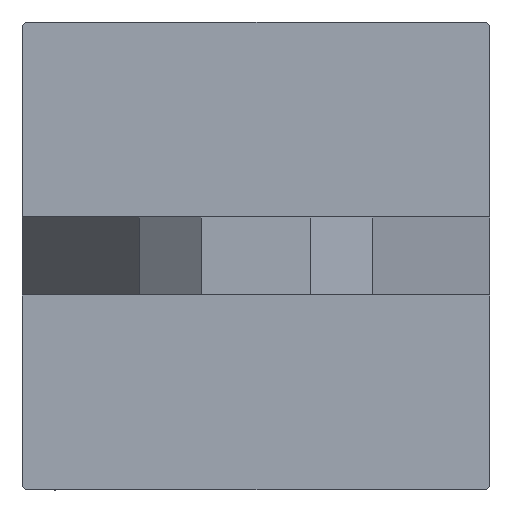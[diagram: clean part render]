
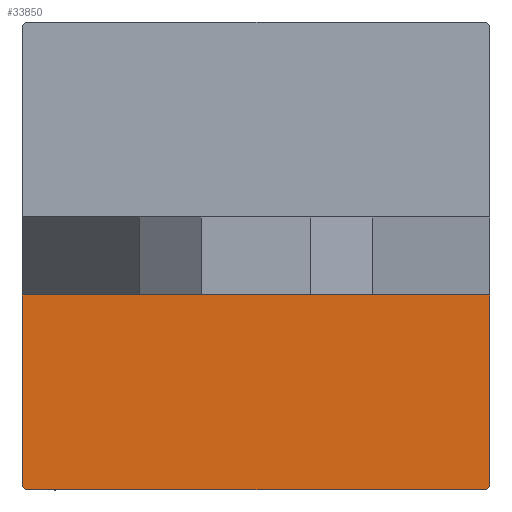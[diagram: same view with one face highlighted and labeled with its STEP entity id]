
A CAD part, left-side view. The second image highlights one B-rep face of the part: STEP entity #33850.
In plain terms, the highlighted planar face has unit normal (-1, 0, 0).
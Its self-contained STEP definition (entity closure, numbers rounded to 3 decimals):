
#1454 = EDGE_CURVE ( 'NONE', #45549, #6257, #33258, .T. ) ;
#1503 = DIRECTION ( 'NONE',  ( 0., -0.707, 0.707 ) ) ;
#1917 = VECTOR ( 'NONE', #6075, 1000. ) ;
#2250 = ORIENTED_EDGE ( 'NONE', *, *, #35951, .T. ) ;
#2801 = VECTOR ( 'NONE', #21880, 1000. ) ;
#3548 = AXIS2_PLACEMENT_3D ( 'NONE', #12175, #30069, #40885 ) ;
#5135 = CARTESIAN_POINT ( 'NONE',  ( 0., -5., 30. ) ) ;
#5380 = CARTESIAN_POINT ( 'NONE',  ( 0., -29.5, 30. ) ) ;
#5581 = FACE_OUTER_BOUND ( 'NONE', #17985, .T. ) ;
#6075 = DIRECTION ( 'NONE',  ( 0., 0., -1. ) ) ;
#6257 = VERTEX_POINT ( 'NONE', #6709 ) ;
#6709 = CARTESIAN_POINT ( 'NONE',  ( 0., -30., -29.5 ) ) ;
#6992 = CARTESIAN_POINT ( 'NONE',  ( 0., -30., 30. ) ) ;
#8847 = LINE ( 'NONE', #23411, #33549 ) ;
#9122 = LINE ( 'NONE', #36892, #37384 ) ;
#10137 = VECTOR ( 'NONE', #1503, 1000. ) ;
#10192 = EDGE_CURVE ( 'NONE', #25406, #21525, #28488, .T. ) ;
#10529 = LINE ( 'NONE', #6992, #1917 ) ;
#10598 = ORIENTED_EDGE ( 'NONE', *, *, #26292, .F. ) ;
#12089 = CARTESIAN_POINT ( 'NONE',  ( 0., -29.75, -29.75 ) ) ;
#12175 = CARTESIAN_POINT ( 'NONE',  ( 0., 0., 0. ) ) ;
#12644 = PLANE ( 'NONE',  #3548 ) ;
#13524 = CARTESIAN_POINT ( 'NONE',  ( 0., -30., 29.5 ) ) ;
#14818 = CARTESIAN_POINT ( 'NONE',  ( 0., -29.75, 29.75 ) ) ;
#17985 = EDGE_LOOP ( 'NONE', ( #30398, #2250, #26938, #30284, #10598, #21858 ) ) ;
#20312 = CARTESIAN_POINT ( 'NONE',  ( 0., -29.5, -30. ) ) ;
#21525 = VERTEX_POINT ( 'NONE', #5380 ) ;
#21858 = ORIENTED_EDGE ( 'NONE', *, *, #10192, .T. ) ;
#21880 = DIRECTION ( 'NONE',  ( 0., 0.707, 0.707 ) ) ;
#22391 = VECTOR ( 'NONE', #26536, 1000. ) ;
#23411 = CARTESIAN_POINT ( 'NONE',  ( 0., 30., 30. ) ) ;
#23639 = DIRECTION ( 'NONE',  ( 0., -1., 0. ) ) ;
#25406 = VERTEX_POINT ( 'NONE', #13524 ) ;
#25544 = CARTESIAN_POINT ( 'NONE',  ( 0., -5., 30. ) ) ;
#25630 = VERTEX_POINT ( 'NONE', #32783 ) ;
#26292 = EDGE_CURVE ( 'NONE', #25406, #6257, #10529, .T. ) ;
#26536 = DIRECTION ( 'NONE',  ( 0., 0., -1. ) ) ;
#26938 = ORIENTED_EDGE ( 'NONE', *, *, #30740, .T. ) ;
#28129 = VERTEX_POINT ( 'NONE', #25544 ) ;
#28349 = EDGE_CURVE ( 'NONE', #28129, #21525, #8847, .T. ) ;
#28488 = LINE ( 'NONE', #14818, #2801 ) ;
#30069 = DIRECTION ( 'NONE',  ( -1., 0., 0. ) ) ;
#30284 = ORIENTED_EDGE ( 'NONE', *, *, #1454, .T. ) ;
#30398 = ORIENTED_EDGE ( 'NONE', *, *, #28349, .F. ) ;
#30740 = EDGE_CURVE ( 'NONE', #25630, #45549, #9122, .T. ) ;
#32783 = CARTESIAN_POINT ( 'NONE',  ( 0., -5., -30. ) ) ;
#33258 = LINE ( 'NONE', #12089, #10137 ) ;
#33549 = VECTOR ( 'NONE', #23639, 1000. ) ;
#33597 = LINE ( 'NONE', #5135, #22391 ) ;
#33825 = DIRECTION ( 'NONE',  ( 0., -1., 0. ) ) ;
#33850 = ADVANCED_FACE ( 'NONE', ( #5581 ), #12644, .T. ) ;
#35951 = EDGE_CURVE ( 'NONE', #28129, #25630, #33597, .T. ) ;
#36892 = CARTESIAN_POINT ( 'NONE',  ( 0., 30., -30. ) ) ;
#37384 = VECTOR ( 'NONE', #33825, 1000. ) ;
#40885 = DIRECTION ( 'NONE',  ( 0., 0., 1. ) ) ;
#45549 = VERTEX_POINT ( 'NONE', #20312 ) ;
